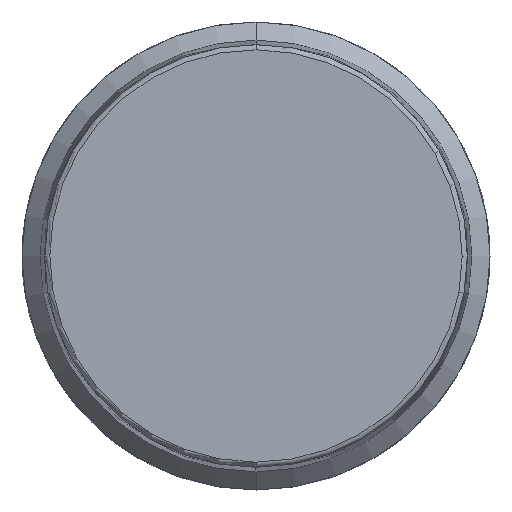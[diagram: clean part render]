
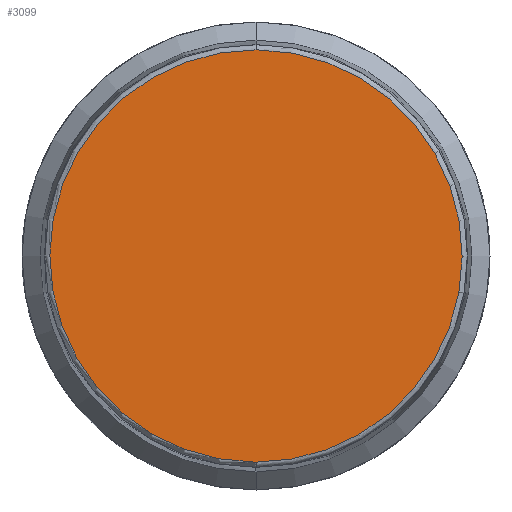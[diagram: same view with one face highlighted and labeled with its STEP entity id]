
A CAD part, left-side view. The second image highlights one B-rep face of the part: STEP entity #3099.
In plain terms, the highlighted face is planar.
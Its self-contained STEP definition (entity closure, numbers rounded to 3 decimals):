
#2665=CARTESIAN_POINT('',(0.,0.,-10.));
#2666=DIRECTION('',(0.,0.,-1.));
#2667=DIRECTION('',(-1.,-0.008,0.));
#2668=AXIS2_PLACEMENT_3D('',#2665,#2666,#2667);
#2681=CARTESIAN_POINT('',(0.,0.,-10.));
#2682=DIRECTION('',(0.,0.,1.));
#2683=DIRECTION('',(1.,0.008,0.));
#2684=AXIS2_PLACEMENT_3D('',#2681,#2682,#2683);
#2689=CARTESIAN_POINT('',(0.,0.,-10.));
#2690=DIRECTION('',(0.,0.,1.));
#2691=DIRECTION('',(-1.,-0.008,0.));
#2692=AXIS2_PLACEMENT_3D('',#2689,#2690,#2691);
#2697=CARTESIAN_POINT('',(0.,0.,-10.));
#2698=DIRECTION('',(0.,0.,-1.));
#2699=DIRECTION('',(1.,0.008,0.));
#2700=AXIS2_PLACEMENT_3D('',#2697,#2698,#2699);
#2772=CARTESIAN_POINT('',(7.929,0.066,-10.));
#2773=CARTESIAN_POINT('',(-7.929,0.,-10.));
#2774=VERTEX_POINT('',#2772);
#2775=VERTEX_POINT('',#2773);
#2776=CARTESIAN_POINT('',(7.929,0.,-10.));
#2777=VERTEX_POINT('',#2776);
#2778=CARTESIAN_POINT('',(-7.929,-0.066,-10.));
#2779=VERTEX_POINT('',#2778);
#3086=CARTESIAN_POINT('',(0.,0.,-10.));
#3087=DIRECTION('',(0.,0.,1.));
#3088=DIRECTION('',(1.,0.,0.));
#3089=AXIS2_PLACEMENT_3D('',#3086,#3087,#3088);
#3090=PLANE('',#3089);
#3092=ORIENTED_EDGE('',*,*,#3091,.F.);
#3094=ORIENTED_EDGE('',*,*,#3093,.T.);
#3095=ORIENTED_EDGE('',*,*,#3076,.F.);
#3096=ORIENTED_EDGE('',*,*,#3074,.T.);
#3097=EDGE_LOOP('',(#3092,#3094,#3095,#3096));
#3098=FACE_OUTER_BOUND('',#3097,.F.);
#3099=ADVANCED_FACE('',(#3098),#3090,.F.);
#2669=CIRCLE('',#2668,7.929);
#2685=CIRCLE('',#2684,7.929);
#2693=CIRCLE('',#2692,7.929);
#2701=CIRCLE('',#2700,7.929);
#3074=EDGE_CURVE('',#2779,#2777,#2693,.T.);
#3076=EDGE_CURVE('',#2779,#2775,#2669,.T.);
#3091=EDGE_CURVE('',#2774,#2777,#2701,.T.);
#3093=EDGE_CURVE('',#2774,#2775,#2685,.T.);
